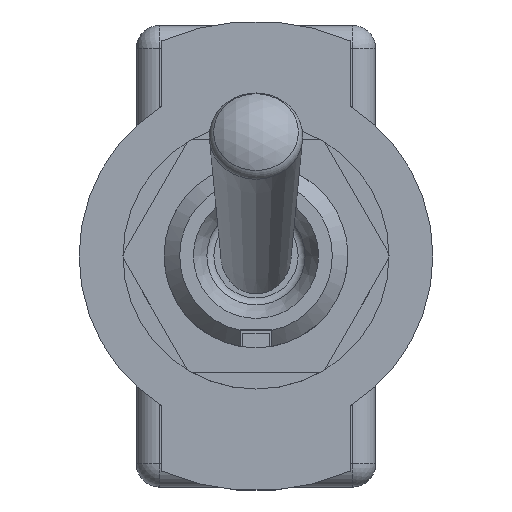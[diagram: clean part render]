
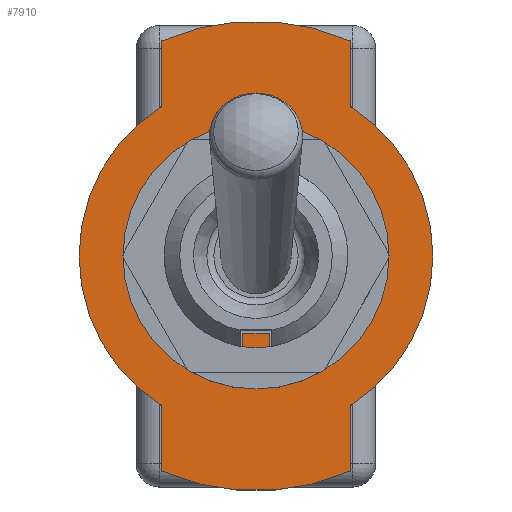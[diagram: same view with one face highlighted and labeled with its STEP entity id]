
A CAD part, top view. The second image highlights one B-rep face of the part: STEP entity #7910.
In plain terms, the highlighted planar face has unit normal (0, 0, 1).
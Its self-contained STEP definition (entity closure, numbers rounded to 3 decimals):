
#130=FACE_BOUND('',#907,.T.);
#170=PLANE('',#8467);
#429=FACE_OUTER_BOUND('',#906,.T.);
#906=EDGE_LOOP('',(#5392,#5393,#5394,#5395,#5396,#5397,#5398,#5399,#5400,
#5401,#5402,#5403,#5404,#5405,#5406,#5407));
#907=EDGE_LOOP('',(#5408,#5409,#5410,#5411,#5412,#5413,#5414,#5415));
#1395=LINE('',#11980,#2118);
#1399=LINE('',#11992,#2122);
#1406=LINE('',#12034,#2129);
#1410=LINE('',#12044,#2133);
#1416=LINE('',#12062,#2139);
#1424=LINE('',#12090,#2147);
#1426=LINE('',#12098,#2149);
#2118=VECTOR('',#9377,10.);
#2122=VECTOR('',#9389,10.);
#2129=VECTOR('',#9430,10.);
#2133=VECTOR('',#9440,10.);
#2139=VECTOR('',#9460,10.);
#2147=VECTOR('',#9494,10.);
#2149=VECTOR('',#9506,10.);
#2836=CIRCLE('',#8410,0.05);
#2838=CIRCLE('',#8413,5.925);
#2840=CIRCLE('',#8416,0.05);
#2841=CIRCLE('',#8419,0.1);
#2856=CIRCLE('',#8437,0.1);
#2857=CIRCLE('',#8440,0.1);
#2858=CIRCLE('',#8443,0.1);
#2859=CIRCLE('',#8445,11.3);
#2860=CIRCLE('',#8447,0.1);
#2861=CIRCLE('',#8450,0.1);
#2862=CIRCLE('',#8452,11.3);
#2863=CIRCLE('',#8454,0.1);
#2864=CIRCLE('',#8456,15.);
#2865=CIRCLE('',#8458,0.1);
#2866=CIRCLE('',#8460,0.1);
#2867=CIRCLE('',#8463,0.1);
#2868=CIRCLE('',#8465,15.);
#3293=VERTEX_POINT('',#11958);
#3294=VERTEX_POINT('',#11960);
#3296=VERTEX_POINT('',#11966);
#3298=VERTEX_POINT('',#11972);
#3300=VERTEX_POINT('',#11978);
#3301=VERTEX_POINT('',#11982);
#3304=VERTEX_POINT('',#11990);
#3322=VERTEX_POINT('',#12030);
#3323=VERTEX_POINT('',#12036);
#3324=VERTEX_POINT('',#12038);
#3325=VERTEX_POINT('',#12042);
#3326=VERTEX_POINT('',#12046);
#3327=VERTEX_POINT('',#12048);
#3328=VERTEX_POINT('',#12052);
#3329=VERTEX_POINT('',#12056);
#3330=VERTEX_POINT('',#12060);
#3331=VERTEX_POINT('',#12064);
#3332=VERTEX_POINT('',#12066);
#3333=VERTEX_POINT('',#12072);
#3334=VERTEX_POINT('',#12073);
#3335=VERTEX_POINT('',#12078);
#3336=VERTEX_POINT('',#12084);
#3337=VERTEX_POINT('',#12085);
#3338=VERTEX_POINT('',#12092);
#4064=EDGE_CURVE('',#3293,#3294,#2836,.T.);
#4068=EDGE_CURVE('',#3293,#3296,#2838,.T.);
#4071=EDGE_CURVE('',#3298,#3296,#2840,.T.);
#4074=EDGE_CURVE('',#3298,#3300,#1395,.T.);
#4075=EDGE_CURVE('',#3301,#3300,#2841,.T.);
#4080=EDGE_CURVE('',#3301,#3304,#1399,.T.);
#4099=EDGE_CURVE('',#3322,#3304,#2856,.T.);
#4101=EDGE_CURVE('',#3322,#3294,#1406,.T.);
#4103=EDGE_CURVE('',#3323,#3324,#2857,.T.);
#4106=EDGE_CURVE('',#3323,#3325,#1410,.T.);
#4108=EDGE_CURVE('',#3326,#3327,#2858,.T.);
#4111=EDGE_CURVE('',#3326,#3328,#2859,.T.);
#4113=EDGE_CURVE('',#3329,#3328,#2860,.T.);
#4115=EDGE_CURVE('',#3329,#3330,#1416,.T.);
#4117=EDGE_CURVE('',#3331,#3332,#2861,.T.);
#4119=EDGE_CURVE('',#3331,#3324,#2862,.T.);
#4120=EDGE_CURVE('',#3333,#3334,#2863,.T.);
#4123=EDGE_CURVE('',#3335,#3334,#2864,.T.);
#4125=EDGE_CURVE('',#3335,#3330,#2865,.T.);
#4126=EDGE_CURVE('',#3336,#3337,#2866,.T.);
#4129=EDGE_CURVE('',#3336,#3327,#1424,.T.);
#4130=EDGE_CURVE('',#3338,#3325,#2867,.T.);
#4132=EDGE_CURVE('',#3338,#3337,#2868,.T.);
#4133=EDGE_CURVE('',#3333,#3332,#1426,.T.);
#5392=ORIENTED_EDGE('',*,*,#4120,.F.);
#5393=ORIENTED_EDGE('',*,*,#4133,.T.);
#5394=ORIENTED_EDGE('',*,*,#4117,.F.);
#5395=ORIENTED_EDGE('',*,*,#4119,.T.);
#5396=ORIENTED_EDGE('',*,*,#4103,.F.);
#5397=ORIENTED_EDGE('',*,*,#4106,.T.);
#5398=ORIENTED_EDGE('',*,*,#4130,.F.);
#5399=ORIENTED_EDGE('',*,*,#4132,.T.);
#5400=ORIENTED_EDGE('',*,*,#4126,.F.);
#5401=ORIENTED_EDGE('',*,*,#4129,.T.);
#5402=ORIENTED_EDGE('',*,*,#4108,.F.);
#5403=ORIENTED_EDGE('',*,*,#4111,.T.);
#5404=ORIENTED_EDGE('',*,*,#4113,.F.);
#5405=ORIENTED_EDGE('',*,*,#4115,.T.);
#5406=ORIENTED_EDGE('',*,*,#4125,.F.);
#5407=ORIENTED_EDGE('',*,*,#4123,.T.);
#5408=ORIENTED_EDGE('',*,*,#4075,.F.);
#5409=ORIENTED_EDGE('',*,*,#4080,.T.);
#5410=ORIENTED_EDGE('',*,*,#4099,.F.);
#5411=ORIENTED_EDGE('',*,*,#4101,.T.);
#5412=ORIENTED_EDGE('',*,*,#4064,.F.);
#5413=ORIENTED_EDGE('',*,*,#4068,.T.);
#5414=ORIENTED_EDGE('',*,*,#4071,.F.);
#5415=ORIENTED_EDGE('',*,*,#4074,.T.);
#7910=ADVANCED_FACE('',(#429,#130),#170,.T.);
#8410=AXIS2_PLACEMENT_3D('',#11961,#9356,#9357);
#8413=AXIS2_PLACEMENT_3D('',#11968,#9364,#9365);
#8416=AXIS2_PLACEMENT_3D('',#11974,#9371,#9372);
#8419=AXIS2_PLACEMENT_3D('',#11983,#9380,#9381);
#8437=AXIS2_PLACEMENT_3D('',#12031,#9425,#9426);
#8440=AXIS2_PLACEMENT_3D('',#12039,#9434,#9435);
#8443=AXIS2_PLACEMENT_3D('',#12049,#9444,#9445);
#8445=AXIS2_PLACEMENT_3D('',#12054,#9450,#9451);
#8447=AXIS2_PLACEMENT_3D('',#12058,#9455,#9456);
#8450=AXIS2_PLACEMENT_3D('',#12067,#9464,#9465);
#8452=AXIS2_PLACEMENT_3D('',#12070,#9469,#9470);
#8454=AXIS2_PLACEMENT_3D('',#12074,#9473,#9474);
#8456=AXIS2_PLACEMENT_3D('',#12079,#9479,#9480);
#8458=AXIS2_PLACEMENT_3D('',#12082,#9484,#9485);
#8460=AXIS2_PLACEMENT_3D('',#12086,#9488,#9489);
#8463=AXIS2_PLACEMENT_3D('',#12093,#9497,#9498);
#8465=AXIS2_PLACEMENT_3D('',#12096,#9502,#9503);
#8467=AXIS2_PLACEMENT_3D('',#12099,#9507,#9508);
#9356=DIRECTION('center_axis',(0.,0.,1.));
#9357=DIRECTION('ref_axis',(0.649,-0.761,0.));
#9364=DIRECTION('center_axis',(0.,0.,-1.));
#9365=DIRECTION('ref_axis',(1.,0.,0.));
#9371=DIRECTION('center_axis',(0.,0.,1.));
#9372=DIRECTION('ref_axis',(-0.649,-0.761,0.));
#9377=DIRECTION('',(0.,1.,0.));
#9380=DIRECTION('center_axis',(0.,0.,-1.));
#9381=DIRECTION('ref_axis',(0.707,0.707,0.));
#9389=DIRECTION('',(-1.,0.,0.));
#9425=DIRECTION('center_axis',(0.,0.,-1.));
#9426=DIRECTION('ref_axis',(-0.707,0.707,0.));
#9430=DIRECTION('',(0.,-1.,0.));
#9434=DIRECTION('center_axis',(0.,0.,1.));
#9435=DIRECTION('ref_axis',(0.877,0.48,0.));
#9440=DIRECTION('',(0.,-1.,0.));
#9444=DIRECTION('center_axis',(0.,0.,1.));
#9445=DIRECTION('ref_axis',(-0.877,0.48,0.));
#9450=DIRECTION('center_axis',(0.,0.,1.));
#9451=DIRECTION('ref_axis',(1.,0.,0.));
#9455=DIRECTION('center_axis',(0.,0.,1.));
#9456=DIRECTION('ref_axis',(-0.877,-0.48,0.));
#9460=DIRECTION('',(0.,1.,0.));
#9464=DIRECTION('center_axis',(0.,0.,1.));
#9465=DIRECTION('ref_axis',(0.877,-0.48,0.));
#9469=DIRECTION('center_axis',(0.,0.,1.));
#9470=DIRECTION('ref_axis',(1.,0.,0.));
#9473=DIRECTION('center_axis',(0.,0.,-1.));
#9474=DIRECTION('ref_axis',(-0.836,0.548,0.));
#9479=DIRECTION('center_axis',(0.,0.,1.));
#9480=DIRECTION('ref_axis',(0.403,0.915,0.));
#9484=DIRECTION('center_axis',(0.,0.,-1.));
#9485=DIRECTION('ref_axis',(0.836,0.548,0.));
#9488=DIRECTION('center_axis',(0.,0.,-1.));
#9489=DIRECTION('ref_axis',(0.836,-0.548,0.));
#9494=DIRECTION('',(0.,1.,0.));
#9497=DIRECTION('center_axis',(0.,0.,-1.));
#9498=DIRECTION('ref_axis',(-0.836,-0.548,0.));
#9502=DIRECTION('center_axis',(0.,0.,1.));
#9503=DIRECTION('ref_axis',(-0.403,-0.915,0.));
#9506=DIRECTION('',(0.,-1.,0.));
#9507=DIRECTION('center_axis',(0.,0.,1.));
#9508=DIRECTION('ref_axis',(1.,0.,0.));
#11958=CARTESIAN_POINT('',(-0.933,-5.851,0.3));
#11960=CARTESIAN_POINT('',(-0.875,-5.802,0.3));
#11961=CARTESIAN_POINT('Origin',(-0.925,-5.802,0.3));
#11966=CARTESIAN_POINT('',(0.933,-5.851,0.3));
#11968=CARTESIAN_POINT('Origin',(0.,0.,0.3));
#11972=CARTESIAN_POINT('',(0.875,-5.802,0.3));
#11974=CARTESIAN_POINT('Origin',(0.925,-5.802,0.3));
#11978=CARTESIAN_POINT('',(0.875,-5.025,0.3));
#11980=CARTESIAN_POINT('',(0.875,-4.925,0.3));
#11982=CARTESIAN_POINT('',(0.775,-4.925,0.3));
#11983=CARTESIAN_POINT('Origin',(0.775,-5.025,0.3));
#11990=CARTESIAN_POINT('',(-0.775,-4.925,0.3));
#11992=CARTESIAN_POINT('',(-0.875,-4.925,0.3));
#12030=CARTESIAN_POINT('',(-0.875,-5.025,0.3));
#12031=CARTESIAN_POINT('Origin',(-0.775,-5.025,0.3));
#12034=CARTESIAN_POINT('',(-0.875,-4.925,0.3));
#12036=CARTESIAN_POINT('',(-6.05,-9.599,0.3));
#12038=CARTESIAN_POINT('',(-6.096,-9.515,0.3));
#12039=CARTESIAN_POINT('Origin',(-6.15,-9.599,0.3));
#12042=CARTESIAN_POINT('',(-6.05,-13.66,0.3));
#12044=CARTESIAN_POINT('',(-6.05,-9.544,0.3));
#12046=CARTESIAN_POINT('',(6.096,-9.515,0.3));
#12048=CARTESIAN_POINT('',(6.05,-9.599,0.3));
#12049=CARTESIAN_POINT('Origin',(6.15,-9.599,0.3));
#12052=CARTESIAN_POINT('',(6.096,9.515,0.3));
#12054=CARTESIAN_POINT('Origin',(0.,0.,0.3));
#12056=CARTESIAN_POINT('',(6.05,9.599,0.3));
#12058=CARTESIAN_POINT('Origin',(6.15,9.599,0.3));
#12060=CARTESIAN_POINT('',(6.05,13.66,0.3));
#12062=CARTESIAN_POINT('',(6.05,9.544,0.3));
#12064=CARTESIAN_POINT('',(-6.096,9.515,0.3));
#12066=CARTESIAN_POINT('',(-6.05,9.599,0.3));
#12067=CARTESIAN_POINT('Origin',(-6.15,9.599,0.3));
#12070=CARTESIAN_POINT('Origin',(0.,0.,0.3));
#12072=CARTESIAN_POINT('',(-6.05,13.66,0.3));
#12073=CARTESIAN_POINT('',(-5.99,13.752,0.3));
#12074=CARTESIAN_POINT('Origin',(-5.95,13.66,0.3));
#12078=CARTESIAN_POINT('',(5.99,13.752,0.3));
#12079=CARTESIAN_POINT('Origin',(0.,0.,0.3));
#12082=CARTESIAN_POINT('Origin',(5.95,13.66,0.3));
#12084=CARTESIAN_POINT('',(6.05,-13.66,0.3));
#12085=CARTESIAN_POINT('',(5.99,-13.752,0.3));
#12086=CARTESIAN_POINT('Origin',(5.95,-13.66,0.3));
#12090=CARTESIAN_POINT('',(6.05,-13.726,0.3));
#12092=CARTESIAN_POINT('',(-5.99,-13.752,0.3));
#12093=CARTESIAN_POINT('Origin',(-5.95,-13.66,0.3));
#12096=CARTESIAN_POINT('Origin',(0.,0.,0.3));
#12098=CARTESIAN_POINT('',(-6.05,13.726,0.3));
#12099=CARTESIAN_POINT('Origin',(0.,0.,0.3));
